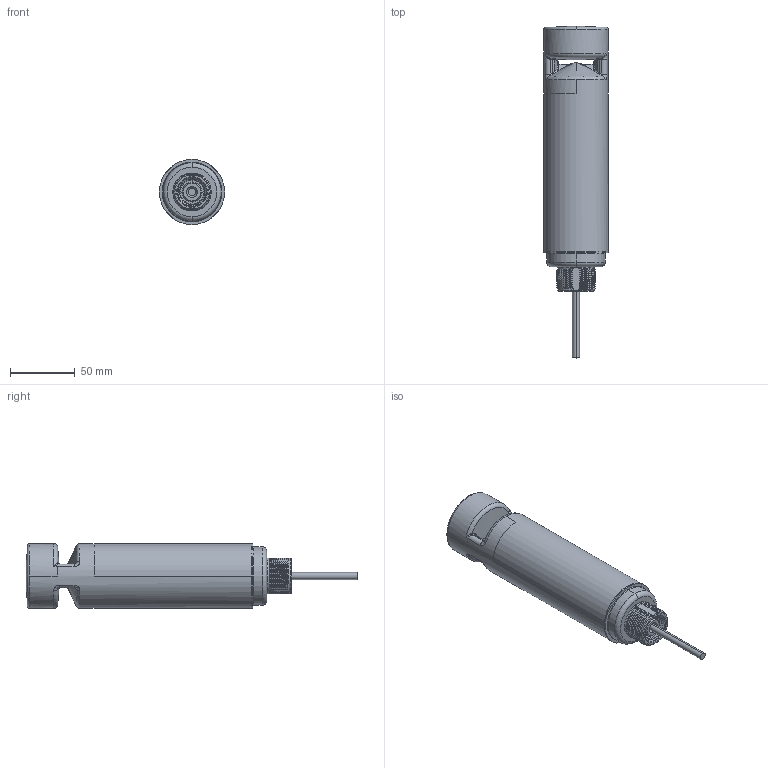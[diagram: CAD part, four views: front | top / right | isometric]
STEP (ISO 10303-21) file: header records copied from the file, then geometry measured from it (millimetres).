
FILE_DESCRIPTION((''),'2;1');
FILE_NAME('212917_SM01_ASM','2022-06-22T13:10:12',('PDMAdmin'),('BANNER ENGINEERING'),'CREO PARAMETRIC BY PTC INC, 2019292','CREO PARAMETRIC BY PTC INC, 2019292','');
FILE_SCHEMA(('CONFIG_CONTROL_DESIGN'));
Products named in the file (3): 212917_EP01; CABLE_215; 212917_SM01_ASM
Assembly tree (2 placements, depth 2):
  212917_SM01_ASM
    212917_EP01
    CABLE_215
Bounding box: 50.5 x 256.88 x 50.5 mm (x, y, z)
Volume: 354100.8 mm3; surface area: 39639.3 mm2
Topology: 2 solids, 2 shells, 276 faces, 707 edges, 437 vertices
Faces by surface type: bspline 113, cylinder 75, torus 35, plane 31, cone 14, sphere 8
Entity records: 22484 total; most frequent: CARTESIAN_POINT 16575, ORIENTED_EDGE 1406, DIRECTION 941, EDGE_CURVE 703, VERTEX_POINT 437, AXIS2_PLACEMENT_3D 378, B_SPLINE_CURVE_WITH_KNOTS 308, EDGE_LOOP 284
